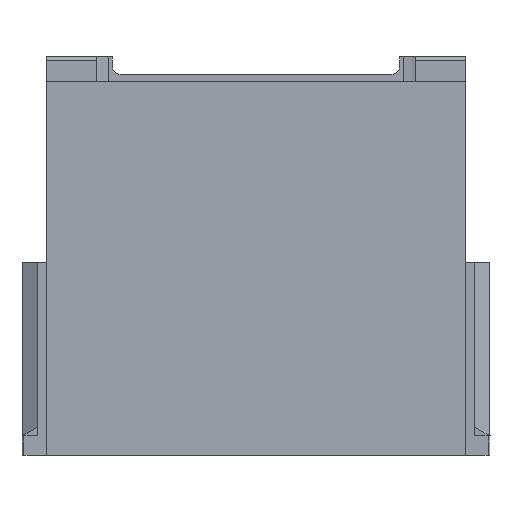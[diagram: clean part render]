
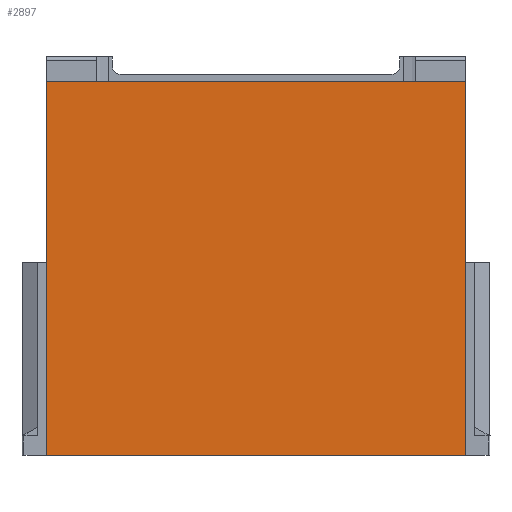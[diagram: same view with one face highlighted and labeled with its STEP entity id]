
A CAD part, front view. The second image highlights one B-rep face of the part: STEP entity #2897.
In plain terms, the highlighted planar face has unit normal (0, -1, 0).
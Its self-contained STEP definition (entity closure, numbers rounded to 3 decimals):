
#105=PLANE('',#3108);
#236=FACE_OUTER_BOUND('',#398,.T.);
#398=EDGE_LOOP('',(#2224,#2225,#2226,#2227));
#605=LINE('',#4254,#964);
#618=LINE('',#4286,#977);
#640=LINE('',#4340,#999);
#641=LINE('',#4341,#1000);
#964=VECTOR('',#3450,97.);
#977=VECTOR('',#3471,108.8);
#999=VECTOR('',#3505,97.);
#1000=VECTOR('',#3506,108.8);
#1366=VERTEX_POINT('',#4251);
#1367=VERTEX_POINT('',#4253);
#1382=VERTEX_POINT('',#4284);
#1408=VERTEX_POINT('',#4339);
#1672=EDGE_CURVE('',#1366,#1367,#605,.T.);
#1688=EDGE_CURVE('',#1366,#1382,#618,.T.);
#1715=EDGE_CURVE('',#1382,#1408,#640,.T.);
#1716=EDGE_CURVE('',#1367,#1408,#641,.T.);
#2224=ORIENTED_EDGE('',*,*,#1715,.T.);
#2225=ORIENTED_EDGE('',*,*,#1716,.F.);
#2226=ORIENTED_EDGE('',*,*,#1672,.F.);
#2227=ORIENTED_EDGE('',*,*,#1688,.T.);
#2897=ADVANCED_FACE('',(#236),#105,.F.);
#3108=AXIS2_PLACEMENT_3D('',#4338,#3503,#3504);
#3450=DIRECTION('',(0.,0.,1.));
#3471=DIRECTION('',(1.,0.,0.));
#3503=DIRECTION('center_axis',(0.,1.,0.));
#3504=DIRECTION('ref_axis',(-1.,0.,0.));
#3505=DIRECTION('',(0.,0.,1.));
#3506=DIRECTION('',(1.,0.,0.));
#4251=CARTESIAN_POINT('',(27.347,5.227,0.));
#4253=CARTESIAN_POINT('',(27.347,5.227,97.));
#4254=CARTESIAN_POINT('',(27.347,5.227,0.));
#4284=CARTESIAN_POINT('',(136.147,5.227,0.));
#4286=CARTESIAN_POINT('',(27.347,5.227,0.));
#4338=CARTESIAN_POINT('Origin',(136.147,5.227,0.));
#4339=CARTESIAN_POINT('',(136.147,5.227,97.));
#4340=CARTESIAN_POINT('',(136.147,5.227,0.));
#4341=CARTESIAN_POINT('',(27.347,5.227,97.));
